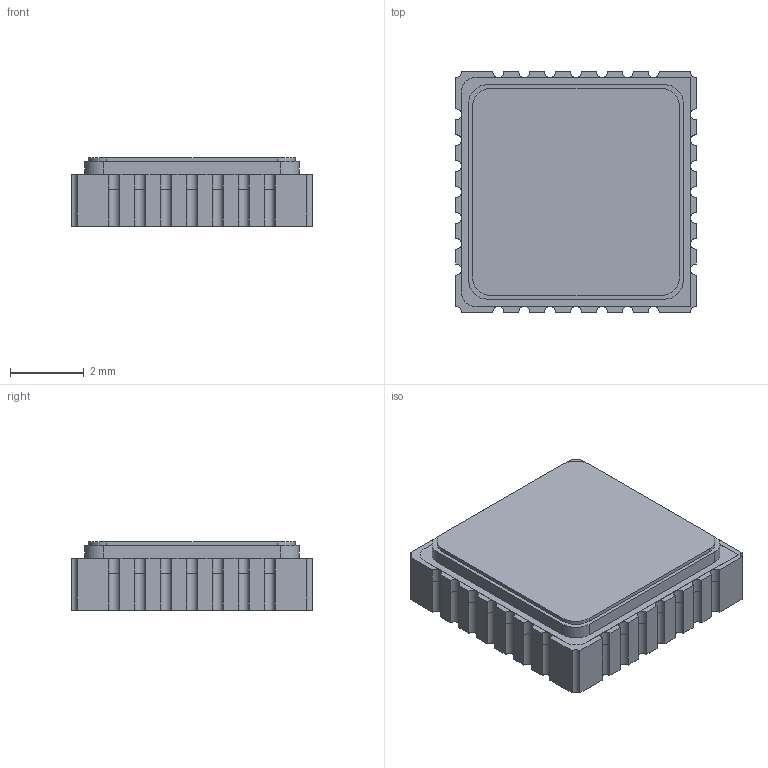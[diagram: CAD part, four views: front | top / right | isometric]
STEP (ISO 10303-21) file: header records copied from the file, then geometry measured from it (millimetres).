
FILE_DESCRIPTION(('STEP AP203'), '1');
FILE_NAME('korpus_5123_28-1-01', '', ('UNSPECIFIED'), ('UNSPECIFIED'), 'ASCON STEP Converter 1.3', 'ASCON Math Kernel', '');
FILE_SCHEMA(('CONFIG_CONTROL_DESIGN'));
Length unit declared in the file: millimetre
Products named in the file (5): 甡晟.431433.023-01; 甡晟.758771.023-01
Assembly tree (4 placements, depth 3):
  (unnamed)
    甡晟.431433.023-01
      甡晟.758771.023-01
      (unnamed)
    (unnamed)
Bounding box: 6.5 x 6.5 x 1.85 mm (x, y, z)
Volume: 48.4 mm3; surface area: 239 mm2
Topology: 3 solids, 3 shells, 589 faces, 1672 edges, 1092 vertices
Faces by surface type: plane 419, cylinder 170
Entity records: 24053 total; most frequent: CARTESIAN_POINT 3398, ORIENTED_EDGE 3344, DIRECTION 3235, EDGE_CURVE 1672, LINE 1297, VECTOR 1297, VERTEX_POINT 1132, AXIS2_PLACEMENT_3D 969
